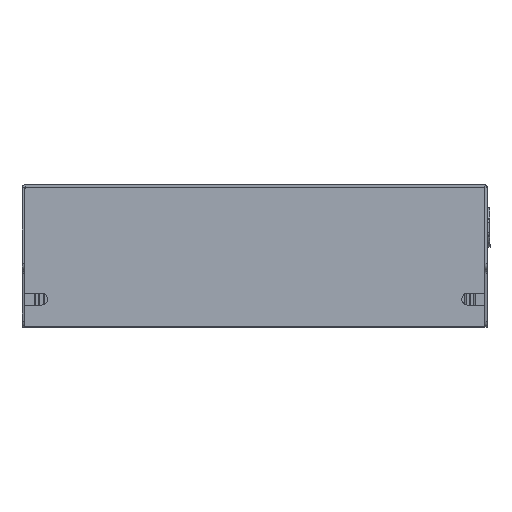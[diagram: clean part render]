
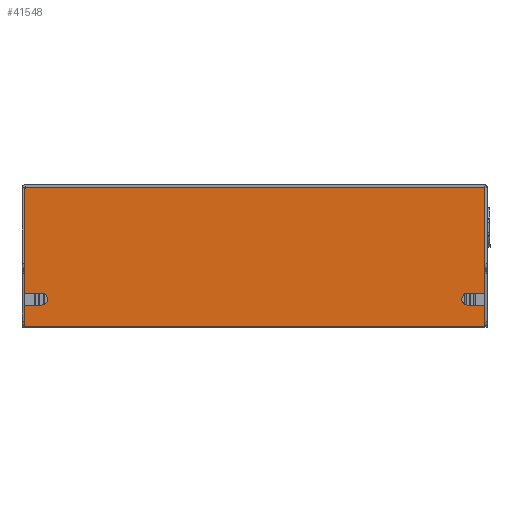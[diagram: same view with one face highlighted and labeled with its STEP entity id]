
A CAD part, top view. The second image highlights one B-rep face of the part: STEP entity #41548.
In plain terms, the highlighted planar face has unit normal (0, 0, 1).
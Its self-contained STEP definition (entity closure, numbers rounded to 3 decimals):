
#335 = CARTESIAN_POINT ( 'NONE',  ( 87.5, 54.6, 0. ) ) ;
#433 = LINE ( 'NONE', #33188, #23824 ) ;
#481 = DIRECTION ( 'NONE',  ( 0., 0., 1. ) ) ;
#1200 = CARTESIAN_POINT ( 'NONE',  ( 87.5, 1.6, 0. ) ) ;
#1462 = CARTESIAN_POINT ( 'NONE',  ( -87.5, 18.254, 0. ) ) ;
#1817 = EDGE_CURVE ( 'NONE', #21224, #20576, #12994, .T. ) ;
#3327 = ORIENTED_EDGE ( 'NONE', *, *, #49803, .T. ) ;
#3391 = DIRECTION ( 'NONE',  ( 1., 0., 0. ) ) ;
#3629 = EDGE_CURVE ( 'NONE', #22625, #50626, #56009, .T. ) ;
#5087 = DIRECTION ( 'NONE',  ( -1., 0., 0. ) ) ;
#6203 = DIRECTION ( 'NONE',  ( 0., 1., 0. ) ) ;
#6788 = EDGE_LOOP ( 'NONE', ( #3327, #53408, #17896, #29902, #51627, #22871, #53645, #30964, #56496, #44577, #9942, #54988, #30954, #31962, #16795 ) ) ;
#7302 = VERTEX_POINT ( 'NONE', #49931 ) ;
#7362 = VERTEX_POINT ( 'NONE', #50311 ) ;
#8707 = DIRECTION ( 'NONE',  ( 0., 0., 1. ) ) ;
#8740 = CARTESIAN_POINT ( 'NONE',  ( -86.5, 54.6, 0. ) ) ;
#9013 = CARTESIAN_POINT ( 'NONE',  ( 87.5, 1.6, 0. ) ) ;
#9942 = ORIENTED_EDGE ( 'NONE', *, *, #1817, .F. ) ;
#11891 = AXIS2_PLACEMENT_3D ( 'NONE', #47421, #20373, #51970 ) ;
#12503 = CARTESIAN_POINT ( 'NONE',  ( 87.5, 9.85, 0. ) ) ;
#12895 = CARTESIAN_POINT ( 'NONE',  ( 81., 14.35, 0. ) ) ;
#12919 = DIRECTION ( 'NONE',  ( 0., 1., 0. ) ) ;
#12994 = LINE ( 'NONE', #39164, #47885 ) ;
#13760 = EDGE_CURVE ( 'NONE', #58000, #50050, #16128, .T. ) ;
#14016 = CIRCLE ( 'NONE', #42000, 1. ) ;
#14818 = CARTESIAN_POINT ( 'NONE',  ( 87.5, 18.254, 0. ) ) ;
#15171 = DIRECTION ( 'NONE',  ( 1., 0., 0. ) ) ;
#16107 = LINE ( 'NONE', #335, #50848 ) ;
#16128 = LINE ( 'NONE', #44791, #38958 ) ;
#16571 = EDGE_CURVE ( 'NONE', #22512, #29645, #20382, .T. ) ;
#16795 = ORIENTED_EDGE ( 'NONE', *, *, #38318, .T. ) ;
#17447 = VERTEX_POINT ( 'NONE', #32335 ) ;
#17627 = EDGE_CURVE ( 'NONE', #33795, #50050, #48493, .T. ) ;
#17896 = ORIENTED_EDGE ( 'NONE', *, *, #13760, .F. ) ;
#18182 = CARTESIAN_POINT ( 'NONE',  ( -81., 9.85, 0. ) ) ;
#18980 = DIRECTION ( 'NONE',  ( -1., 0., 0. ) ) ;
#19739 = DIRECTION ( 'NONE',  ( 0., 0., 1. ) ) ;
#20247 = DIRECTION ( 'NONE',  ( -1., 0., 0. ) ) ;
#20373 = DIRECTION ( 'NONE',  ( 0., 0., 1. ) ) ;
#20382 = LINE ( 'NONE', #1462, #21839 ) ;
#20576 = VERTEX_POINT ( 'NONE', #12503 ) ;
#20929 = VECTOR ( 'NONE', #39903, 1000. ) ;
#21224 = VERTEX_POINT ( 'NONE', #50205 ) ;
#21234 = CARTESIAN_POINT ( 'NONE',  ( -87.5, 14.35, 0. ) ) ;
#21839 = VECTOR ( 'NONE', #6203, 1000. ) ;
#22083 = VERTEX_POINT ( 'NONE', #12895 ) ;
#22141 = VERTEX_POINT ( 'NONE', #9013 ) ;
#22512 = VERTEX_POINT ( 'NONE', #57223 ) ;
#22625 = VERTEX_POINT ( 'NONE', #18182 ) ;
#22871 = ORIENTED_EDGE ( 'NONE', *, *, #3629, .F. ) ;
#22935 = VECTOR ( 'NONE', #20247, 1000. ) ;
#23824 = VECTOR ( 'NONE', #15171, 1000. ) ;
#23881 = VECTOR ( 'NONE', #50927, 1000. ) ;
#24646 = CARTESIAN_POINT ( 'NONE',  ( 86.5, 53.6, 0. ) ) ;
#25336 = LINE ( 'NONE', #14818, #23881 ) ;
#26081 = CARTESIAN_POINT ( 'NONE',  ( 87.5, 18.254, 0. ) ) ;
#27949 = VERTEX_POINT ( 'NONE', #57303 ) ;
#28358 = CARTESIAN_POINT ( 'NONE',  ( -81., 12.1, 0. ) ) ;
#28761 = PLANE ( 'NONE',  #32362 ) ;
#28971 = LINE ( 'NONE', #46069, #43714 ) ;
#29212 = DIRECTION ( 'NONE',  ( 1., 0., 0. ) ) ;
#29645 = VERTEX_POINT ( 'NONE', #40955 ) ;
#29902 = ORIENTED_EDGE ( 'NONE', *, *, #32142, .F. ) ;
#30954 = ORIENTED_EDGE ( 'NONE', *, *, #46598, .F. ) ;
#30964 = ORIENTED_EDGE ( 'NONE', *, *, #16571, .F. ) ;
#31115 = DIRECTION ( 'NONE',  ( 0., 0., 1. ) ) ;
#31962 = ORIENTED_EDGE ( 'NONE', *, *, #49536, .T. ) ;
#32142 = EDGE_CURVE ( 'NONE', #17447, #58000, #28971, .T. ) ;
#32335 = CARTESIAN_POINT ( 'NONE',  ( -81., 14.35, 0. ) ) ;
#32362 = AXIS2_PLACEMENT_3D ( 'NONE', #46806, #19739, #51340 ) ;
#32841 = EDGE_CURVE ( 'NONE', #22141, #20576, #25336, .T. ) ;
#32869 = DIRECTION ( 'NONE',  ( -1., 0., 0. ) ) ;
#33026 = LINE ( 'NONE', #44371, #20929 ) ;
#33188 = CARTESIAN_POINT ( 'NONE',  ( -97.038, 9.85, 0. ) ) ;
#33309 = VECTOR ( 'NONE', #39674, 1000. ) ;
#33360 = EDGE_CURVE ( 'NONE', #29645, #22625, #433, .T. ) ;
#33795 = VERTEX_POINT ( 'NONE', #8740 ) ;
#36286 = CARTESIAN_POINT ( 'NONE',  ( -81., 12.1, 0. ) ) ;
#37284 = EDGE_CURVE ( 'NONE', #22141, #22512, #46875, .T. ) ;
#38318 = EDGE_CURVE ( 'NONE', #7302, #27949, #14016, .T. ) ;
#38392 = CARTESIAN_POINT ( 'NONE',  ( -78.75, 12.1, 0. ) ) ;
#38538 = DIRECTION ( 'NONE',  ( 1., 0., 0. ) ) ;
#38576 = EDGE_CURVE ( 'NONE', #22083, #21224, #57840, .T. ) ;
#38836 = CARTESIAN_POINT ( 'NONE',  ( -87.5, 53.6, 0. ) ) ;
#38847 = EDGE_CURVE ( 'NONE', #50626, #17447, #58514, .T. ) ;
#38958 = VECTOR ( 'NONE', #12919, 1000. ) ;
#39164 = CARTESIAN_POINT ( 'NONE',  ( 97.038, 9.85, 0. ) ) ;
#39674 = DIRECTION ( 'NONE',  ( 0., 1., 0. ) ) ;
#39903 = DIRECTION ( 'NONE',  ( -1., 0., 0. ) ) ;
#40801 = DIRECTION ( 'NONE',  ( -1., 0., 0. ) ) ;
#40903 = AXIS2_PLACEMENT_3D ( 'NONE', #57930, #31115, #3391 ) ;
#40955 = CARTESIAN_POINT ( 'NONE',  ( -87.5, 9.85, 0. ) ) ;
#41548 = ADVANCED_FACE ( 'NONE', ( #57942 ), #28761, .T. ) ;
#42000 = AXIS2_PLACEMENT_3D ( 'NONE', #24646, #56030, #29212 ) ;
#43714 = VECTOR ( 'NONE', #18980, 1000. ) ;
#44371 = CARTESIAN_POINT ( 'NONE',  ( 97.038, 14.35, 0. ) ) ;
#44577 = ORIENTED_EDGE ( 'NONE', *, *, #32841, .T. ) ;
#44791 = CARTESIAN_POINT ( 'NONE',  ( -87.5, 18.254, 0. ) ) ;
#45242 = LINE ( 'NONE', #26081, #33309 ) ;
#46069 = CARTESIAN_POINT ( 'NONE',  ( -97.038, 14.35, 0. ) ) ;
#46598 = EDGE_CURVE ( 'NONE', #7362, #22083, #33026, .T. ) ;
#46806 = CARTESIAN_POINT ( 'NONE',  ( 87.5, 18.254, 0. ) ) ;
#46875 = LINE ( 'NONE', #1200, #22935 ) ;
#47421 = CARTESIAN_POINT ( 'NONE',  ( -86.5, 53.6, 0. ) ) ;
#47885 = VECTOR ( 'NONE', #38538, 1000. ) ;
#48493 = CIRCLE ( 'NONE', #11891, 1. ) ;
#49536 = EDGE_CURVE ( 'NONE', #7362, #7302, #45242, .T. ) ;
#49803 = EDGE_CURVE ( 'NONE', #27949, #33795, #16107, .T. ) ;
#49931 = CARTESIAN_POINT ( 'NONE',  ( 87.5, 53.6, 0. ) ) ;
#50050 = VERTEX_POINT ( 'NONE', #38836 ) ;
#50205 = CARTESIAN_POINT ( 'NONE',  ( 81., 9.85, 0. ) ) ;
#50311 = CARTESIAN_POINT ( 'NONE',  ( 87.5, 14.35, 0. ) ) ;
#50626 = VERTEX_POINT ( 'NONE', #38392 ) ;
#50848 = VECTOR ( 'NONE', #5087, 1000. ) ;
#50927 = DIRECTION ( 'NONE',  ( 0., 1., 0. ) ) ;
#51340 = DIRECTION ( 'NONE',  ( 1., 0., 0. ) ) ;
#51627 = ORIENTED_EDGE ( 'NONE', *, *, #38847, .F. ) ;
#51970 = DIRECTION ( 'NONE',  ( 1., 0., 0. ) ) ;
#53408 = ORIENTED_EDGE ( 'NONE', *, *, #17627, .T. ) ;
#53645 = ORIENTED_EDGE ( 'NONE', *, *, #33360, .F. ) ;
#54988 = ORIENTED_EDGE ( 'NONE', *, *, #38576, .F. ) ;
#56009 = CIRCLE ( 'NONE', #57494, 2.25 ) ;
#56030 = DIRECTION ( 'NONE',  ( 0., 0., 1. ) ) ;
#56496 = ORIENTED_EDGE ( 'NONE', *, *, #37284, .F. ) ;
#57223 = CARTESIAN_POINT ( 'NONE',  ( -87.5, 1.6, 0. ) ) ;
#57303 = CARTESIAN_POINT ( 'NONE',  ( 86.5, 54.6, 0. ) ) ;
#57494 = AXIS2_PLACEMENT_3D ( 'NONE', #36286, #8707, #40801 ) ;
#57840 = CIRCLE ( 'NONE', #40903, 2.25 ) ;
#57930 = CARTESIAN_POINT ( 'NONE',  ( 81., 12.1, 0. ) ) ;
#57942 = FACE_OUTER_BOUND ( 'NONE', #6788, .T. ) ;
#58000 = VERTEX_POINT ( 'NONE', #21234 ) ;
#58243 = AXIS2_PLACEMENT_3D ( 'NONE', #28358, #481, #32869 ) ;
#58514 = CIRCLE ( 'NONE', #58243, 2.25 ) ;
